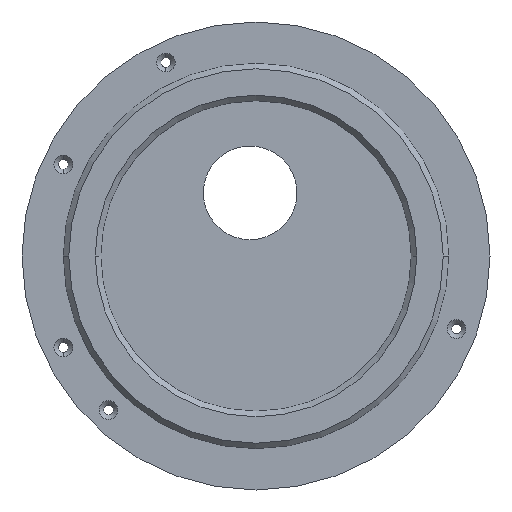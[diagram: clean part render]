
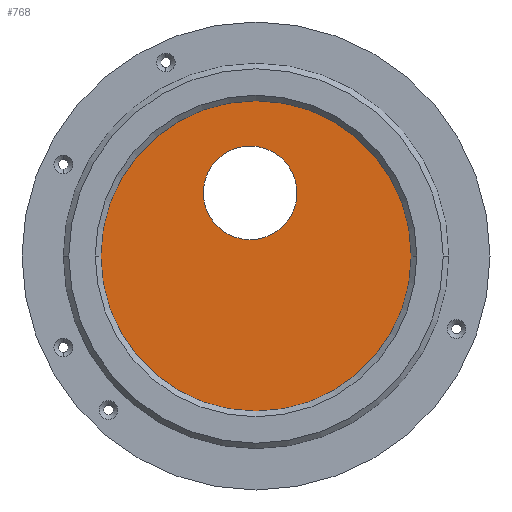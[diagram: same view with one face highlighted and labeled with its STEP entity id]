
A CAD part, front view. The second image highlights one B-rep face of the part: STEP entity #768.
In plain terms, the highlighted planar face has unit normal (0, -1, 0).
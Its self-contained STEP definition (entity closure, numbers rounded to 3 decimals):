
#226=CARTESIAN_POINT('',(0.,0.,0.));
#227=DIRECTION('',(0.,-1.,0.));
#228=DIRECTION('',(1.,0.,0.));
#229=AXIS2_PLACEMENT_3D('',#226,#227,#228);
#240=CARTESIAN_POINT('',(0.,0.,0.));
#241=DIRECTION('',(0.,1.,0.));
#242=DIRECTION('',(1.,0.,0.));
#243=AXIS2_PLACEMENT_3D('',#240,#241,#242);
#245=CARTESIAN_POINT('',(-1.07,0.,2.967));
#246=CARTESIAN_POINT('',(0.042,0.,2.967));
#247=CARTESIAN_POINT('',(2.267,0.,3.41));
#248=CARTESIAN_POINT('',(5.097,0.,5.301));
#249=CARTESIAN_POINT('',(6.987,0.,8.13));
#250=CARTESIAN_POINT('',(7.651,0.,11.467));
#251=CARTESIAN_POINT('',(6.987,0.,14.805));
#252=CARTESIAN_POINT('',(5.097,0.,17.634));
#253=CARTESIAN_POINT('',(2.267,0.,19.525));
#254=CARTESIAN_POINT('',(0.042,0.,19.967));
#255=CARTESIAN_POINT('',(-1.07,0.,19.967));
#257=CARTESIAN_POINT('',(-1.07,0.,19.967));
#258=CARTESIAN_POINT('',(-2.183,0.,19.967));
#259=CARTESIAN_POINT('',(-4.408,0.,19.525));
#260=CARTESIAN_POINT('',(-7.237,0.,17.634));
#261=CARTESIAN_POINT('',(-9.128,0.,14.805));
#262=CARTESIAN_POINT('',(-9.792,0.,11.467));
#263=CARTESIAN_POINT('',(-9.128,0.,8.13));
#264=CARTESIAN_POINT('',(-7.237,0.,5.301));
#265=CARTESIAN_POINT('',(-4.408,0.,3.41));
#266=CARTESIAN_POINT('',(-2.183,0.,2.967));
#267=CARTESIAN_POINT('',(-1.07,0.,2.967));
#415=CARTESIAN_POINT('',(28.2,0.,0.));
#416=CARTESIAN_POINT('',(-28.2,0.,0.));
#417=VERTEX_POINT('',#415);
#418=VERTEX_POINT('',#416);
#445=VERTEX_POINT('',#245);
#446=VERTEX_POINT('',#255);
#753=CARTESIAN_POINT('',(0.,0.,0.));
#754=DIRECTION('',(0.,1.,0.));
#755=DIRECTION('',(1.,0.,0.));
#756=AXIS2_PLACEMENT_3D('',#753,#754,#755);
#757=PLANE('',#756);
#758=ORIENTED_EDGE('',*,*,#733,.F.);
#759=ORIENTED_EDGE('',*,*,#747,.T.);
#760=EDGE_LOOP('',(#758,#759));
#761=FACE_OUTER_BOUND('',#760,.F.);
#763=ORIENTED_EDGE('',*,*,#762,.T.);
#765=ORIENTED_EDGE('',*,*,#764,.T.);
#766=EDGE_LOOP('',(#763,#765));
#767=FACE_BOUND('',#766,.F.);
#768=ADVANCED_FACE('',(#761,#767),#757,.F.);
#230=CIRCLE('',#229,28.2);
#244=CIRCLE('',#243,28.2);
#256=B_SPLINE_CURVE_WITH_KNOTS('',3,(#245,#246,#247,#248,#249,#250,#251,#252,
#253,#254,#255),.UNSPECIFIED.,.F.,.F.,(4,1,1,1,1,1,1,1,4),(0.,0.125,0.25,
0.375,0.5,0.625,0.75,0.875,1.),.UNSPECIFIED.);
#268=B_SPLINE_CURVE_WITH_KNOTS('',3,(#257,#258,#259,#260,#261,#262,#263,#264,
#265,#266,#267),.UNSPECIFIED.,.F.,.F.,(4,1,1,1,1,1,1,1,4),(0.,0.125,0.25,
0.375,0.5,0.625,0.75,0.875,1.),.UNSPECIFIED.);
#733=EDGE_CURVE('',#417,#418,#230,.T.);
#747=EDGE_CURVE('',#417,#418,#244,.T.);
#762=EDGE_CURVE('',#445,#446,#256,.T.);
#764=EDGE_CURVE('',#446,#445,#268,.T.);
